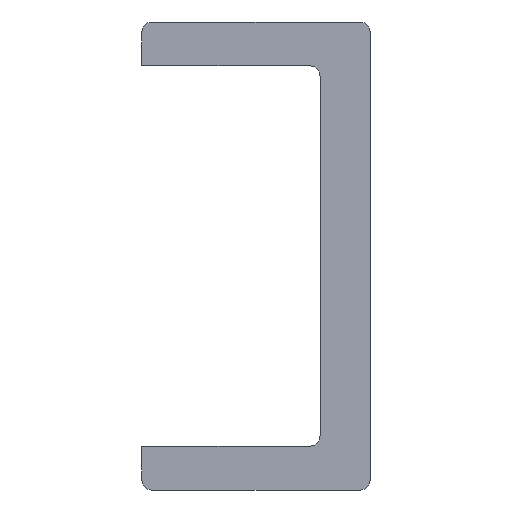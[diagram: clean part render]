
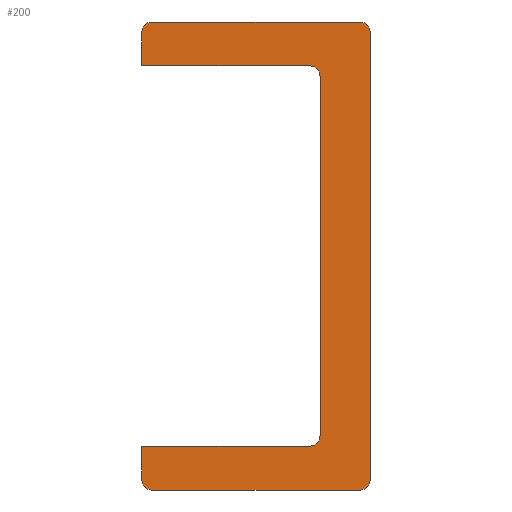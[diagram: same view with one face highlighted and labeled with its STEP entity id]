
A CAD part, front view. The second image highlights one B-rep face of the part: STEP entity #200.
In plain terms, the highlighted planar face has unit normal (0, -1, 0).
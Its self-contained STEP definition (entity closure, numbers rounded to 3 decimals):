
#200 = ADVANCED_FACE( '', ( #512 ), #513, .F. );
#512 = FACE_OUTER_BOUND( '', #847, .T. );
#513 = PLANE( '', #848 );
#847 = EDGE_LOOP( '', ( #1317, #1318, #1319, #1320, #1321, #1322, #1323, #1324, #1325, #1326, #1327, #1328, #1329, #1330 ) );
#848 = AXIS2_PLACEMENT_3D( '', #1331, #1332, #1333 );
#1317 = ORIENTED_EDGE( '', *, *, #1518, .F. );
#1318 = ORIENTED_EDGE( '', *, *, #1631, .T. );
#1319 = ORIENTED_EDGE( '', *, *, #1621, .F. );
#1320 = ORIENTED_EDGE( '', *, *, #1490, .T. );
#1321 = ORIENTED_EDGE( '', *, *, #1632, .F. );
#1322 = ORIENTED_EDGE( '', *, *, #1633, .F. );
#1323 = ORIENTED_EDGE( '', *, *, #1561, .F. );
#1324 = ORIENTED_EDGE( '', *, *, #1610, .F. );
#1325 = ORIENTED_EDGE( '', *, *, #1634, .F. );
#1326 = ORIENTED_EDGE( '', *, *, #1635, .F. );
#1327 = ORIENTED_EDGE( '', *, *, #1556, .F. );
#1328 = ORIENTED_EDGE( '', *, *, #1636, .T. );
#1329 = ORIENTED_EDGE( '', *, *, #1542, .F. );
#1330 = ORIENTED_EDGE( '', *, *, #1585, .T. );
#1331 = CARTESIAN_POINT( '', ( -10.5, 0., 21.5 ) );
#1332 = DIRECTION( '', ( 0., 1., 0. ) );
#1333 = DIRECTION( '', ( 0., 0., 1. ) );
#1490 = EDGE_CURVE( '', #1709, #1707, #1710, .F. );
#1518 = EDGE_CURVE( '', #1762, #1764, #1765, .T. );
#1542 = EDGE_CURVE( '', #1801, #1803, #1804, .T. );
#1556 = EDGE_CURVE( '', #1824, #1826, #1827, .T. );
#1561 = EDGE_CURVE( '', #1833, #1834, #1835, .T. );
#1585 = EDGE_CURVE( '', #1801, #1764, #1871, .F. );
#1610 = EDGE_CURVE( '', #1912, #1833, #1913, .T. );
#1621 = EDGE_CURVE( '', #1709, #1926, #1927, .T. );
#1631 = EDGE_CURVE( '', #1762, #1926, #1939, .F. );
#1632 = EDGE_CURVE( '', #1940, #1707, #1941, .T. );
#1633 = EDGE_CURVE( '', #1834, #1940, #1942, .T. );
#1634 = EDGE_CURVE( '', #1943, #1912, #1944, .T. );
#1635 = EDGE_CURVE( '', #1826, #1943, #1945, .T. );
#1636 = EDGE_CURVE( '', #1824, #1803, #1946, .F. );
#1707 = VERTEX_POINT( '', #2017 );
#1709 = VERTEX_POINT( '', #2020 );
#1710 = CIRCLE( '', #2021, 0.9 );
#1762 = VERTEX_POINT( '', #2075 );
#1764 = VERTEX_POINT( '', #2078 );
#1765 = LINE( '', #2079, #2080 );
#1801 = VERTEX_POINT( '', #2118 );
#1803 = VERTEX_POINT( '', #2121 );
#1804 = LINE( '', #2122, #2123 );
#1824 = VERTEX_POINT( '', #2145 );
#1826 = VERTEX_POINT( '', #2148 );
#1827 = LINE( '', #2149, #2150 );
#1833 = VERTEX_POINT( '', #2157 );
#1834 = VERTEX_POINT( '', #2158 );
#1835 = CIRCLE( '', #2159, 1. );
#1871 = CIRCLE( '', #2197, 0.9 );
#1912 = VERTEX_POINT( '', #2243 );
#1913 = LINE( '', #2244, #2245 );
#1926 = VERTEX_POINT( '', #2259 );
#1927 = LINE( '', #2260, #2261 );
#1939 = CIRCLE( '', #2274, 0.9 );
#1940 = VERTEX_POINT( '', #2275 );
#1941 = LINE( '', #2276, #2277 );
#1942 = LINE( '', #2278, #2279 );
#1943 = VERTEX_POINT( '', #2280 );
#1944 = CIRCLE( '', #2281, 1. );
#1945 = LINE( '', #2282, #2283 );
#1946 = CIRCLE( '', #2284, 0.9 );
#2017 = CARTESIAN_POINT( '', ( -10.5, 0., 20.6 ) );
#2020 = CARTESIAN_POINT( '', ( -9.6, 0., 21.5 ) );
#2021 = AXIS2_PLACEMENT_3D( '', #2366, #2367, #2368 );
#2075 = CARTESIAN_POINT( '', ( 10.5, 0., 20.6 ) );
#2078 = CARTESIAN_POINT( '', ( 10.5, 0., -20.6 ) );
#2079 = CARTESIAN_POINT( '', ( 10.5, 0., 21.5 ) );
#2080 = VECTOR( '', #2441, 1000. );
#2118 = CARTESIAN_POINT( '', ( 9.6, 0., -21.5 ) );
#2121 = CARTESIAN_POINT( '', ( -9.6, 0., -21.5 ) );
#2122 = CARTESIAN_POINT( '', ( 10.5, 0., -21.5 ) );
#2123 = VECTOR( '', #2478, 1000. );
#2145 = CARTESIAN_POINT( '', ( -10.5, 0., -20.6 ) );
#2148 = CARTESIAN_POINT( '', ( -10.5, 0., -17.5 ) );
#2149 = CARTESIAN_POINT( '', ( -10.5, 0., -21.5 ) );
#2150 = VECTOR( '', #2497, 1000. );
#2157 = CARTESIAN_POINT( '', ( 5.9, 0., 16.5 ) );
#2158 = CARTESIAN_POINT( '', ( 4.9, 0., 17.5 ) );
#2159 = AXIS2_PLACEMENT_3D( '', #2502, #2503, #2504 );
#2197 = AXIS2_PLACEMENT_3D( '', #2543, #2544, #2545 );
#2243 = CARTESIAN_POINT( '', ( 5.9, 0., -16.5 ) );
#2244 = CARTESIAN_POINT( '', ( 5.9, 0., 16.5 ) );
#2245 = VECTOR( '', #2596, 1000. );
#2259 = CARTESIAN_POINT( '', ( 9.6, 0., 21.5 ) );
#2260 = CARTESIAN_POINT( '', ( -10.5, 0., 21.5 ) );
#2261 = VECTOR( '', #2604, 1000. );
#2274 = AXIS2_PLACEMENT_3D( '', #2612, #2613, #2614 );
#2275 = CARTESIAN_POINT( '', ( -10.5, 0., 17.5 ) );
#2276 = CARTESIAN_POINT( '', ( -10.5, 0., -21.5 ) );
#2277 = VECTOR( '', #2615, 1000. );
#2278 = CARTESIAN_POINT( '', ( 4.9, 0., 17.5 ) );
#2279 = VECTOR( '', #2616, 1000. );
#2280 = CARTESIAN_POINT( '', ( 4.9, 0., -17.5 ) );
#2281 = AXIS2_PLACEMENT_3D( '', #2617, #2618, #2619 );
#2282 = CARTESIAN_POINT( '', ( 4.9, 0., -17.5 ) );
#2283 = VECTOR( '', #2620, 1000. );
#2284 = AXIS2_PLACEMENT_3D( '', #2621, #2622, #2623 );
#2366 = CARTESIAN_POINT( '', ( -9.6, 0., 20.6 ) );
#2367 = DIRECTION( '', ( 0., 1., 0. ) );
#2368 = DIRECTION( '', ( 0., 0., 1. ) );
#2441 = DIRECTION( '', ( 0., 0., -1. ) );
#2478 = DIRECTION( '', ( -1., 0., 0. ) );
#2497 = DIRECTION( '', ( 0., 0., 1. ) );
#2502 = CARTESIAN_POINT( '', ( 4.9, 0., 16.5 ) );
#2503 = DIRECTION( '', ( 0., -1., 0. ) );
#2504 = DIRECTION( '', ( -1., 0., 0. ) );
#2543 = CARTESIAN_POINT( '', ( 9.6, 0., -20.6 ) );
#2544 = DIRECTION( '', ( 0., 1., 0. ) );
#2545 = DIRECTION( '', ( 0., 0., 1. ) );
#2596 = DIRECTION( '', ( 0., 0., 1. ) );
#2604 = DIRECTION( '', ( 1., 0., 0. ) );
#2612 = CARTESIAN_POINT( '', ( 9.6, 0., 20.6 ) );
#2613 = DIRECTION( '', ( 0., 1., 0. ) );
#2614 = DIRECTION( '', ( 0., 0., 1. ) );
#2615 = DIRECTION( '', ( 0., 0., 1. ) );
#2616 = DIRECTION( '', ( -1., 0., 0. ) );
#2617 = CARTESIAN_POINT( '', ( 4.9, 0., -16.5 ) );
#2618 = DIRECTION( '', ( 0., -1., 0. ) );
#2619 = DIRECTION( '', ( -1., 0., 0. ) );
#2620 = DIRECTION( '', ( 1., 0., 0. ) );
#2621 = CARTESIAN_POINT( '', ( -9.6, 0., -20.6 ) );
#2622 = DIRECTION( '', ( 0., 1., 0. ) );
#2623 = DIRECTION( '', ( 0., 0., 1. ) );
